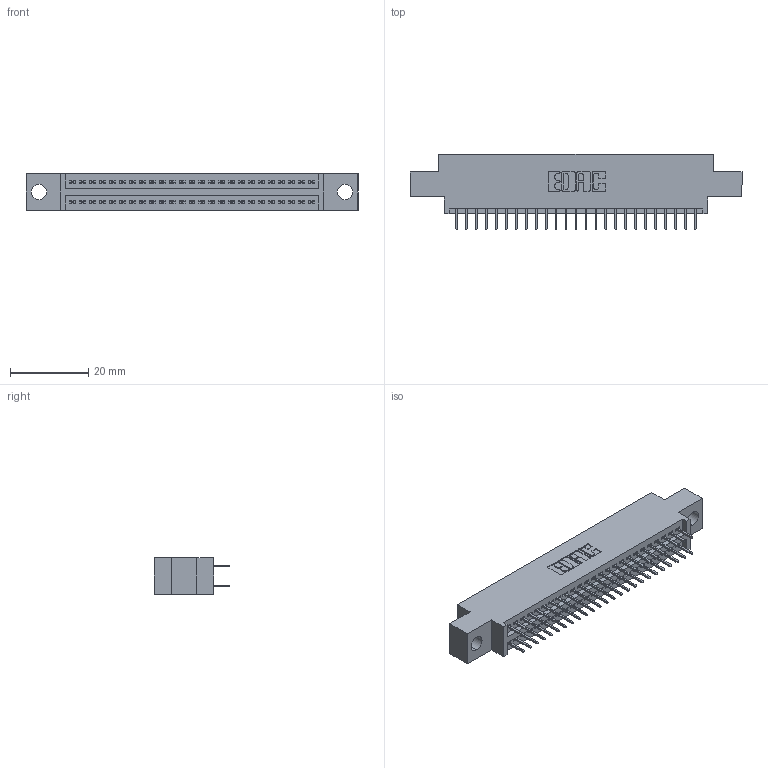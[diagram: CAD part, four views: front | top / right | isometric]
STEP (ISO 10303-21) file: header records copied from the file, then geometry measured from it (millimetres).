
FILE_DESCRIPTION (( 'STEP AP203' ), '1' );
FILE_NAME ('345-050-524-804.STEP', '2021-05-20T03:11:54', ( '' ), ( '' ), 'SwSTEP 2.0', 'SolidWorks 2020', '' );
FILE_SCHEMA (( 'CONFIG_CONTROL_DESIGN' ));
Length unit declared in the file: inch
Products named in the file (3): 345 Part_0.170 Offset - 0.156 Dia-TI; 345-292-001_345-293-124; 345-050-524-804
Assembly tree (51 placements, depth 2):
  345-050-524-804
    345 Part_0.170 Offset - 0.156 Dia-TI
    345-292-001_345-293-124  x50
Bounding box: 84.71 x 19.35 x 9.4 mm (x, y, z)
Volume: 7775.9 mm3; surface area: 10960.2 mm2
Topology: 51 solids, 51 shells, 2844 faces, 8039 edges, 5158 vertices
Faces by surface type: plane 2048, cylinder 796
Entity records: 22529 total; most frequent: CARTESIAN_POINT 3798, ORIENTED_EDGE 3730, DIRECTION 3369, EDGE_CURVE 1865, VECTOR 1637, LINE 1637, VERTEX_POINT 1238, AXIS2_PLACEMENT_3D 866
